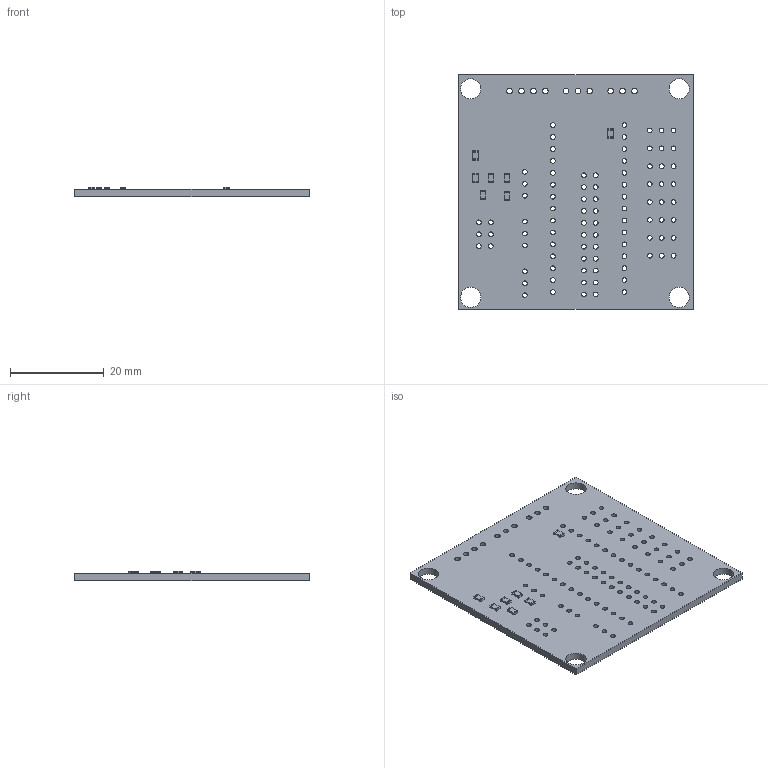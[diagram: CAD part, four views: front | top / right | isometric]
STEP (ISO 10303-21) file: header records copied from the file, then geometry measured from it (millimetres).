
FILE_DESCRIPTION(('KiCad electronic assembly'),'2;1');
FILE_NAME('NANO IO.step','2019-06-18T08:45:39',('An Author'),( 'A Company'),'Open CASCADE STEP processor 6.9', 'KiCad to STEP converter','Unknown');
FILE_SCHEMA(('AUTOMOTIVE_DESIGN { 1 0 10303 214 1 1 1 1 }'));
Length unit declared in the file: millimetre
Products named in the file (4): Open CASCADE STEP translator 6.9 1; R_0805_2012Metric; SOLID; COMPOUND
Assembly tree (9 placements, depth 3):
  Open CASCADE STEP translator 6.9 1
    R_0805_2012Metric  x7
      SOLID
    COMPOUND
Bounding box: 50 x 50 x 2.1 mm (x, y, z)
Volume: 3780.4 mm3; surface area: 5697.1 mm2
Topology: 8 solids, 8 shells, 293 faces, 803 edges, 526 vertices
Faces by surface type: cylinder 161, plane 132
Full cylindrical faces by diameter (mm): 1 x61, 1.016 x30, 1.2 x10, 4.3 x4
Entity records: 10517 total; most frequent: DIRECTION 1697, CARTESIAN_POINT 1642, ORIENTED_EDGE 790, PCURVE 790, DEFINITIONAL_REPRESENTATION 790, LINE 733, VECTOR 733, CIRCLE 444
